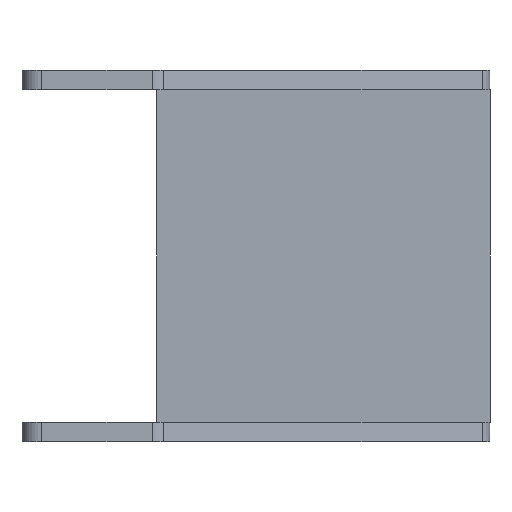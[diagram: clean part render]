
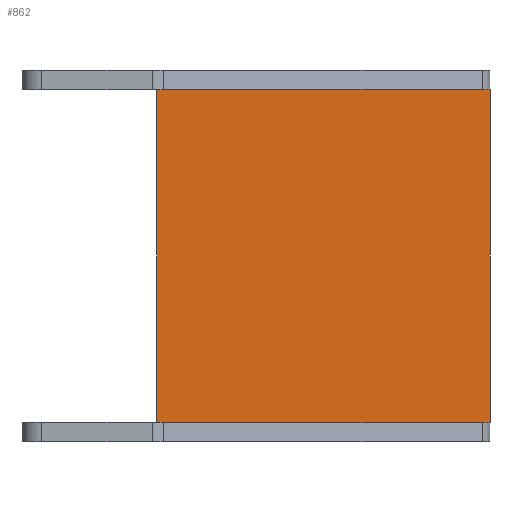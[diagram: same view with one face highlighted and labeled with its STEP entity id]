
A CAD part, left-side view. The second image highlights one B-rep face of the part: STEP entity #862.
In plain terms, the highlighted planar face has unit normal (-1, 0, 0).
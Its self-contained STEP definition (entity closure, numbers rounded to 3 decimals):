
#20 = CARTESIAN_POINT ( 'NONE',  ( -1., -6.907, -8.5 ) ) ;
#37 = CARTESIAN_POINT ( 'NONE',  ( -1., -23.957, 9.5 ) ) ;
#65 = AXIS2_PLACEMENT_3D ( 'NONE', #583, #347, #961 ) ;
#79 = VERTEX_POINT ( 'NONE', #587 ) ;
#106 = DIRECTION ( 'NONE',  ( 0., 0., 1. ) ) ;
#107 = LINE ( 'NONE', #417, #970 ) ;
#193 = VERTEX_POINT ( 'NONE', #321 ) ;
#206 = CARTESIAN_POINT ( 'NONE',  ( -1., -6.907, 8.5 ) ) ;
#320 = EDGE_CURVE ( 'NONE', #193, #470, #797, .T. ) ;
#321 = CARTESIAN_POINT ( 'NONE',  ( -1., -6.907, -8.5 ) ) ;
#327 = CARTESIAN_POINT ( 'NONE',  ( -1., -28.349, 8.5 ) ) ;
#347 = DIRECTION ( 'NONE',  ( 1., 0., 0. ) ) ;
#353 = DIRECTION ( 'NONE',  ( 0., 0., -1. ) ) ;
#361 = VERTEX_POINT ( 'NONE', #869 ) ;
#376 = EDGE_LOOP ( 'NONE', ( #548, #613, #712, #998 ) ) ;
#417 = CARTESIAN_POINT ( 'NONE',  ( -1., -28.349, -8.5 ) ) ;
#470 = VERTEX_POINT ( 'NONE', #206 ) ;
#548 = ORIENTED_EDGE ( 'NONE', *, *, #677, .T. ) ;
#583 = CARTESIAN_POINT ( 'NONE',  ( -1., -28.349, -8.5 ) ) ;
#587 = CARTESIAN_POINT ( 'NONE',  ( -1., -23.957, 8.5 ) ) ;
#595 = EDGE_CURVE ( 'NONE', #79, #361, #910, .T. ) ;
#613 = ORIENTED_EDGE ( 'NONE', *, *, #320, .F. ) ;
#645 = FACE_OUTER_BOUND ( 'NONE', #376, .T. ) ;
#677 = EDGE_CURVE ( 'NONE', #79, #470, #994, .T. ) ;
#712 = ORIENTED_EDGE ( 'NONE', *, *, #951, .F. ) ;
#720 = DIRECTION ( 'NONE',  ( 0., 1., 0. ) ) ;
#738 = VECTOR ( 'NONE', #915, 1000. ) ;
#797 = LINE ( 'NONE', #20, #955 ) ;
#860 = VECTOR ( 'NONE', #353, 1000. ) ;
#862 = ADVANCED_FACE ( 'NONE', ( #645 ), #953, .F. ) ;
#869 = CARTESIAN_POINT ( 'NONE',  ( -1., -23.957, -8.5 ) ) ;
#910 = LINE ( 'NONE', #37, #860 ) ;
#915 = DIRECTION ( 'NONE',  ( 0., 1., 0. ) ) ;
#951 = EDGE_CURVE ( 'NONE', #361, #193, #107, .T. ) ;
#953 = PLANE ( 'NONE',  #65 ) ;
#955 = VECTOR ( 'NONE', #106, 1000. ) ;
#961 = DIRECTION ( 'NONE',  ( 0., 1., 0. ) ) ;
#970 = VECTOR ( 'NONE', #720, 1000. ) ;
#994 = LINE ( 'NONE', #327, #738 ) ;
#998 = ORIENTED_EDGE ( 'NONE', *, *, #595, .F. ) ;
